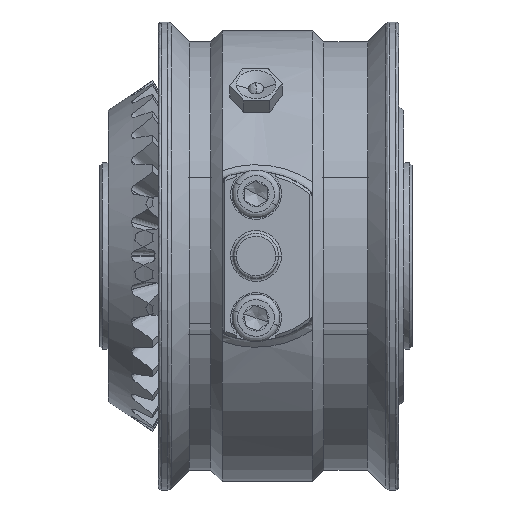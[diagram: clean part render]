
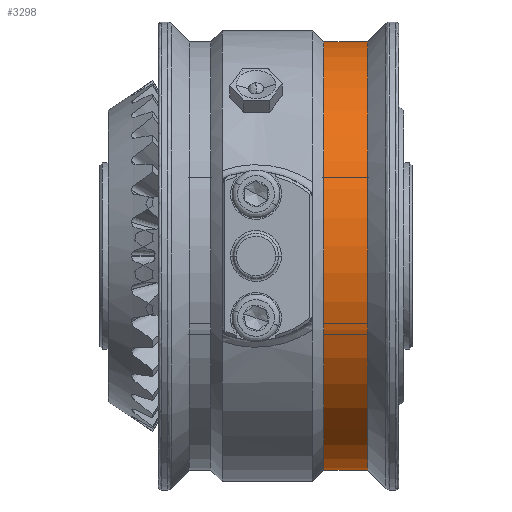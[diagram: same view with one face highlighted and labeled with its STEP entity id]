
A CAD part, front view. The second image highlights one B-rep face of the part: STEP entity #3298.
In plain terms, the highlighted free-form (B-spline) face has degree [2, 1] with [5, 2] control points.
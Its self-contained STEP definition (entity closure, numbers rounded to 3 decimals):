
#1907 = VERTEX_POINT('',#1908);
#1908 = CARTESIAN_POINT('',(20.29,0.,38.941));
#1909 = VERTEX_POINT('',#1910);
#1910 = CARTESIAN_POINT('',(20.29,0.,
    -38.941));
#2413 = VERTEX_POINT('',#2414);
#2414 = CARTESIAN_POINT('',(12.297,0.,38.941));
#2415 = VERTEX_POINT('',#2416);
#2416 = CARTESIAN_POINT('',(12.297,0.,
    -38.941));
#2473 = EDGE_CURVE('',#1909,#2415,#2474,.T.);
#2474 = B_SPLINE_CURVE_WITH_KNOTS('',1,(#2475,#2476),.UNSPECIFIED.,.F.,
  .F.,(2,2),(-93.631,-85.831),.PIECEWISE_BEZIER_KNOTS.);
#2475 = CARTESIAN_POINT('',(20.29,0.,
    -38.941));
#2476 = CARTESIAN_POINT('',(12.297,0.,
    -38.941));
#2479 = EDGE_CURVE('',#1907,#2413,#2480,.T.);
#2480 = B_SPLINE_CURVE_WITH_KNOTS('',1,(#2481,#2482),.UNSPECIFIED.,.F.,
  .F.,(2,2),(-93.631,-85.831),.PIECEWISE_BEZIER_KNOTS.);
#2481 = CARTESIAN_POINT('',(20.29,0.,38.941));
#2482 = CARTESIAN_POINT('',(12.297,0.,38.941));
#3298 = ADVANCED_FACE('',(#3299),#3319,.T.);
#3299 = FACE_BOUND('',#3300,.T.);
#3300 = EDGE_LOOP('',(#3301,#3302,#3310,#3311));
#3301 = ORIENTED_EDGE('',*,*,#2473,.F.);
#3302 = ORIENTED_EDGE('',*,*,#3303,.T.);
#3303 = EDGE_CURVE('',#1909,#1907,#3304,.T.);
#3304 = ( BOUNDED_CURVE() B_SPLINE_CURVE(2,(#3305,#3306,#3307,#3308,
#3309),.UNSPECIFIED.,.F.,.F.) B_SPLINE_CURVE_WITH_KNOTS((3,2,3),(
    3.142,4.712,6.283),
.PIECEWISE_BEZIER_KNOTS.) CURVE() GEOMETRIC_REPRESENTATION_ITEM() 
RATIONAL_B_SPLINE_CURVE((1.,0.707,1.,0.707,1.)) 
REPRESENTATION_ITEM('') );
#3305 = CARTESIAN_POINT('',(20.29,0.,
    -38.941));
#3306 = CARTESIAN_POINT('',(20.29,-38.941,
    -38.941));
#3307 = CARTESIAN_POINT('',(20.29,-38.941,
    0.));
#3308 = CARTESIAN_POINT('',(20.29,-38.941,
    38.941));
#3309 = CARTESIAN_POINT('',(20.29,0.,
    38.941));
#3310 = ORIENTED_EDGE('',*,*,#2479,.T.);
#3311 = ORIENTED_EDGE('',*,*,#3312,.F.);
#3312 = EDGE_CURVE('',#2415,#2413,#3313,.T.);
#3313 = ( BOUNDED_CURVE() B_SPLINE_CURVE(2,(#3314,#3315,#3316,#3317,
#3318),.UNSPECIFIED.,.F.,.F.) B_SPLINE_CURVE_WITH_KNOTS((3,2,3),(
    3.142,4.712,6.283),
.PIECEWISE_BEZIER_KNOTS.) CURVE() GEOMETRIC_REPRESENTATION_ITEM() 
RATIONAL_B_SPLINE_CURVE((1.,0.707,1.,0.707,1.)) 
REPRESENTATION_ITEM('') );
#3314 = CARTESIAN_POINT('',(12.297,0.,
    -38.941));
#3315 = CARTESIAN_POINT('',(12.297,-38.941,
    -38.941));
#3316 = CARTESIAN_POINT('',(12.297,-38.941,
    0.));
#3317 = CARTESIAN_POINT('',(12.297,-38.941,
    38.941));
#3318 = CARTESIAN_POINT('',(12.297,0.,
    38.941));
#3319 = ( BOUNDED_SURFACE() B_SPLINE_SURFACE(2,1,(
    (#3320,#3321)
    ,(#3322,#3323)
    ,(#3324,#3325)
    ,(#3326,#3327)
    ,(#3328,#3329
)),.UNSPECIFIED.,.F.,.F.,.F.) B_SPLINE_SURFACE_WITH_KNOTS((3,2,3),(2,2),
  (3.142,4.712,6.283),(-93.631,
    -85.831),.PIECEWISE_BEZIER_KNOTS.) 
GEOMETRIC_REPRESENTATION_ITEM() RATIONAL_B_SPLINE_SURFACE((
    (1.,1.)
    ,(0.707,0.707)
    ,(1.,1.)
    ,(0.707,0.707)
,(1.,1.))) REPRESENTATION_ITEM('') SURFACE() );
#3320 = CARTESIAN_POINT('',(20.29,0.,
    -38.941));
#3321 = CARTESIAN_POINT('',(12.297,0.,
    -38.941));
#3322 = CARTESIAN_POINT('',(20.29,-38.941,
    -38.941));
#3323 = CARTESIAN_POINT('',(12.297,-38.941,
    -38.941));
#3324 = CARTESIAN_POINT('',(20.29,-38.941,
    0.));
#3325 = CARTESIAN_POINT('',(12.297,-38.941,
    0.));
#3326 = CARTESIAN_POINT('',(20.29,-38.941,
    38.941));
#3327 = CARTESIAN_POINT('',(12.297,-38.941,
    38.941));
#3328 = CARTESIAN_POINT('',(20.29,0.,
    38.941));
#3329 = CARTESIAN_POINT('',(12.297,0.,
    38.941));
